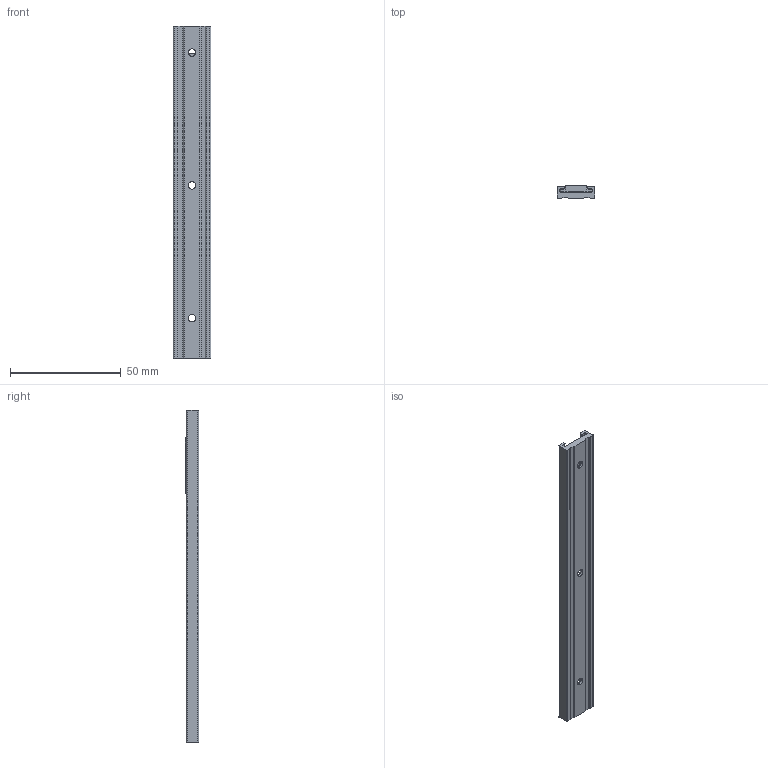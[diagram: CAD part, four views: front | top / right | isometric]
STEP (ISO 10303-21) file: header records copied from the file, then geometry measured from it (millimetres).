
FILE_DESCRIPTION (( 'STEP AP203' ), '1' );
FILE_NAME ('GST_5EAC341EF4.step', '2022-06-09T15:12:17', ( '' ), ( '' ), 'SwSTEP 2.0', 'SolidWorks 2019', '' );
FILE_SCHEMA (( 'CONFIG_CONTROL_DESIGN' ));
Length unit declared in the file: inch
Products named in the file (5): JRnIWzXXuS_CADModel_0; JRnIWzXXuS_CADModel_1; GST_5EAC341EF4
Assembly tree (2 placements, depth 2):
  JRnIWzXXuS_CADModel_1
  JRnIWzXXuS_CADModel_0
  GST_5EAC341EF4
    JRnIWzXXuS_CADModel_1
    JRnIWzXXuS_CADModel_0
Bounding box: 17 x 6 x 150 mm (x, y, z)
Volume: 9045.9 mm3; surface area: 9991.1 mm2
Topology: 4 solids, 4 shells, 482 faces, 1173 edges, 686 vertices
Faces by surface type: plane 186, cylinder 160, bspline 52, sphere 44, torus 32, cone 8
Entity records: 16748 total; most frequent: CARTESIAN_POINT 5347, ORIENTED_EDGE 2274, DIRECTION 2265, EDGE_CURVE 1137, AXIS2_PLACEMENT_3D 796, VERTEX_POINT 686, LINE 673, VECTOR 673
